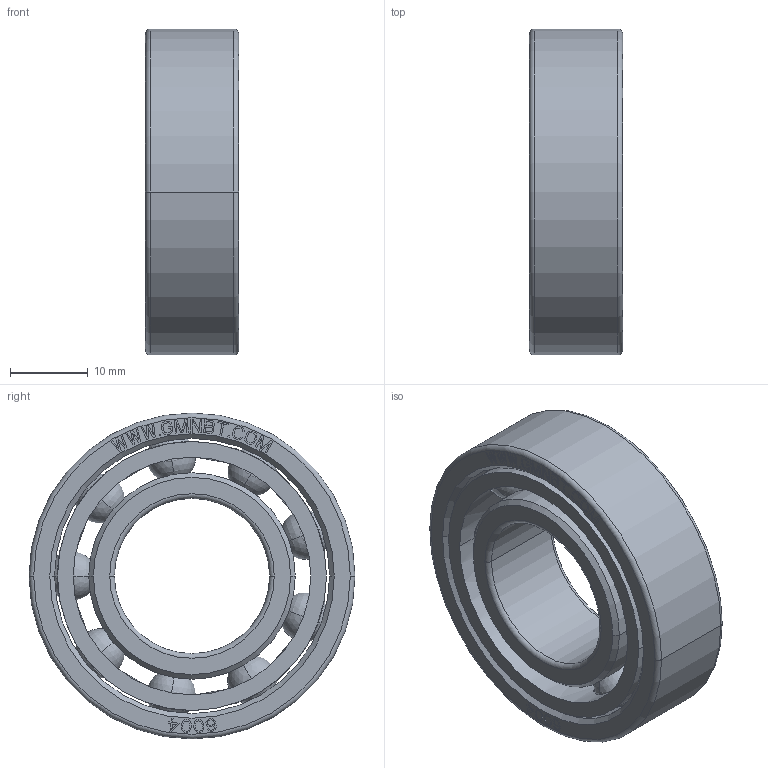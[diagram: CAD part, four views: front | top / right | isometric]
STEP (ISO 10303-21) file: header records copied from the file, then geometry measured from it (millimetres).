
FILE_DESCRIPTION((''),'2;1');
FILE_NAME('6004_PRT','2014-11-17T',('sales 4'),(''),'PRO/ENGINEER BY PARAMETRIC TECHNOLOGY CORPORATION, 2013150','PRO/ENGINEER BY PARAMETRIC TECHNOLOGY CORPORATION, 2013150','');
FILE_SCHEMA(('AUTOMOTIVE_DESIGN { 1 0 10303 214 1 1 1 1 }'));
Length unit declared in the file: millimetre
Products named in the file (1): 6004_PRT
Bounding box: 12.01 x 42 x 42 mm (x, y, z)
Volume: 10024.2 mm3; surface area: 9564.1 mm2
Topology: 12 solids, 12 shells, 522 faces, 1454 edges, 942 vertices
Faces by surface type: plane 450, cylinder 34, sphere 18, torus 12, cone 8
Entity records: 22828 total; most frequent: CARTESIAN_POINT 4942, ORIENTED_EDGE 2836, DIRECTION 2504, PRESENTATION_STYLE_ASSIGNMENT 1453, STYLED_ITEM 1430, CURVE_STYLE 1418, EDGE_CURVE 1418, VECTOR 1304
